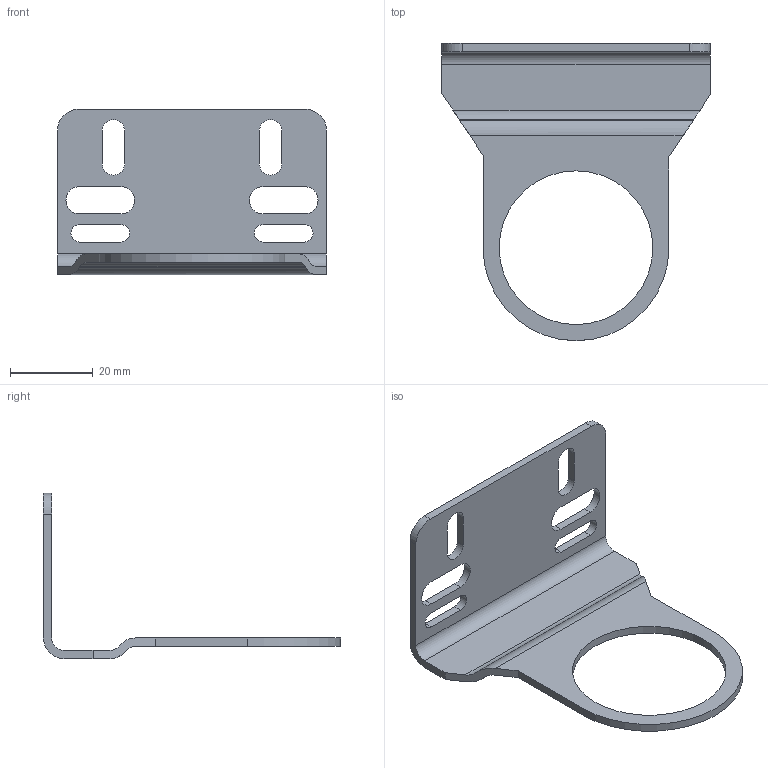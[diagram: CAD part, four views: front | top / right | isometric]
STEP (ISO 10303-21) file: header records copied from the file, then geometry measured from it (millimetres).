
FILE_DESCRIPTION((''),'2;1');
FILE_NAME('BW1-1227.stp','2009-01-23T09:37:46',('HHabich'),(''),'Autodesk Inventor 10','Autodesk Inventor 10','');
FILE_SCHEMA(('AUTOMOTIVE_DESIGN { 1 0 10303 214 1 1 1 1 }'));
Length unit declared in the file: millimetre
Products named in the file (1): 10009666
Bounding box: 65 x 71.9 x 40 mm (x, y, z)
Volume: 8560.3 mm3; surface area: 9843.6 mm2
Topology: 1 solids, 1 shells, 49 faces, 141 edges, 94 vertices
Faces by surface type: plane 21, cylinder 16, bspline 12
Full cylindrical faces by diameter (mm): 37.2 x1
Entity records: 1743 total; most frequent: CARTESIAN_POINT 404, ORIENTED_EDGE 280, DIRECTION 260, EDGE_CURVE 140, VECTOR 96, LINE 96, VERTEX_POINT 94, AXIS2_PLACEMENT_3D 82
